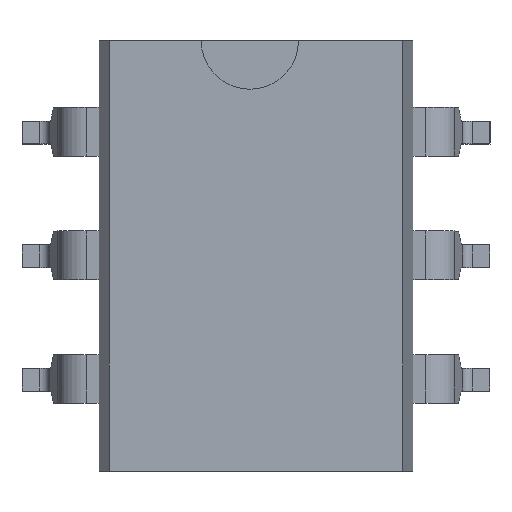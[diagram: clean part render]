
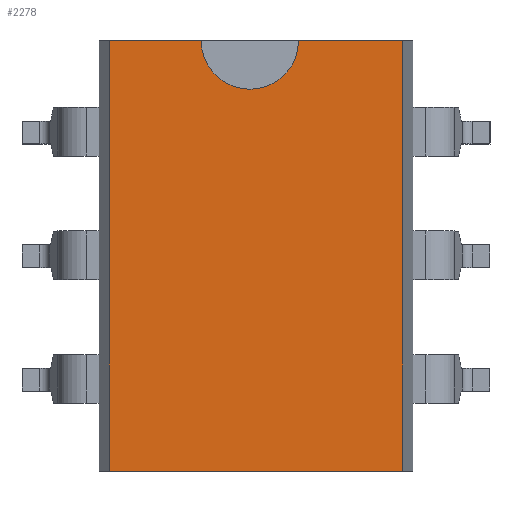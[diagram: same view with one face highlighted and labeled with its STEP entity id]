
A CAD part, top view. The second image highlights one B-rep face of the part: STEP entity #2278.
In plain terms, the highlighted planar face has unit normal (0, 0, 1).
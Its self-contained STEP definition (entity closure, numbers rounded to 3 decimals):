
#57=CIRCLE($,#2428,1.);
#121=FACE_OUTER_BOUND($,#247,.T.);
#247=EDGE_LOOP($,(#1597,#1598,#1599,#1600,#1601,#1602));
#403=LINE($,#3338,#689);
#404=LINE($,#3343,#690);
#405=LINE($,#3345,#691);
#406=LINE($,#3347,#692);
#407=LINE($,#3348,#693);
#689=VECTOR($,#2687,8.85);
#690=VECTOR($,#2692,1.894);
#691=VECTOR($,#2693,6.039);
#692=VECTOR($,#2694,8.85);
#693=VECTOR($,#2695,2.145);
#963=VERTEX_POINT($,#3334);
#964=VERTEX_POINT($,#3336);
#965=VERTEX_POINT($,#3340);
#966=VERTEX_POINT($,#3341);
#967=VERTEX_POINT($,#3344);
#968=VERTEX_POINT($,#3346);
#1207=EDGE_CURVE($,#964,#963,#403,.F.);
#1208=EDGE_CURVE($,#965,#966,#57,.T.);
#1209=EDGE_CURVE($,#966,#963,#404,.F.);
#1210=EDGE_CURVE($,#967,#964,#405,.F.);
#1211=EDGE_CURVE($,#967,#968,#406,.T.);
#1212=EDGE_CURVE($,#968,#965,#407,.F.);
#1597=ORIENTED_EDGE($,*,*,#1208,.T.);
#1598=ORIENTED_EDGE($,*,*,#1209,.T.);
#1599=ORIENTED_EDGE($,*,*,#1207,.F.);
#1600=ORIENTED_EDGE($,*,*,#1210,.F.);
#1601=ORIENTED_EDGE($,*,*,#1211,.T.);
#1602=ORIENTED_EDGE($,*,*,#1212,.T.);
#2173=PLANE($,#2427);
#2278=ADVANCED_FACE($,(#121),#2173,.T.);
#2427=AXIS2_PLACEMENT_3D($,#3339,#2688,#2689);
#2428=AXIS2_PLACEMENT_3D($,#3342,#2690,#2691);
#2687=DIRECTION($,(0.,-1.,0.));
#2688=DIRECTION('center_axis',(0.,0.,
1.));
#2689=DIRECTION('ref_axis',(1.,0.,0.));
#2690=DIRECTION('center_axis',(0.,0.,
-1.));
#2691=DIRECTION('ref_axis',(0.,-1.,0.));
#2692=DIRECTION($,(1.,0.,0.));
#2693=DIRECTION($,(1.,0.,0.));
#2694=DIRECTION($,(0.,1.,0.));
#2695=DIRECTION($,(1.,0.,0.));
#3334=CARTESIAN_POINT('',(-3.019,4.425,3.4));
#3336=CARTESIAN_POINT('',(-3.019,-4.425,3.4));
#3338=CARTESIAN_POINT($,(-3.019,-6.25,3.4));
#3339=CARTESIAN_POINT('Origin',(3.075,-6.25,3.4));
#3340=CARTESIAN_POINT('',(0.875,4.425,3.4));
#3341=CARTESIAN_POINT('',(-1.125,4.425,3.4));
#3342=CARTESIAN_POINT('Origin',(-0.125,4.425,3.4));
#3343=CARTESIAN_POINT($,(1.475,4.425,3.4));
#3344=CARTESIAN_POINT('',(3.019,-4.425,3.4));
#3345=CARTESIAN_POINT($,(1.475,-4.425,3.4));
#3346=CARTESIAN_POINT('',(3.019,4.425,3.4));
#3347=CARTESIAN_POINT($,(3.019,-6.25,3.4));
#3348=CARTESIAN_POINT($,(1.475,4.425,3.4));
